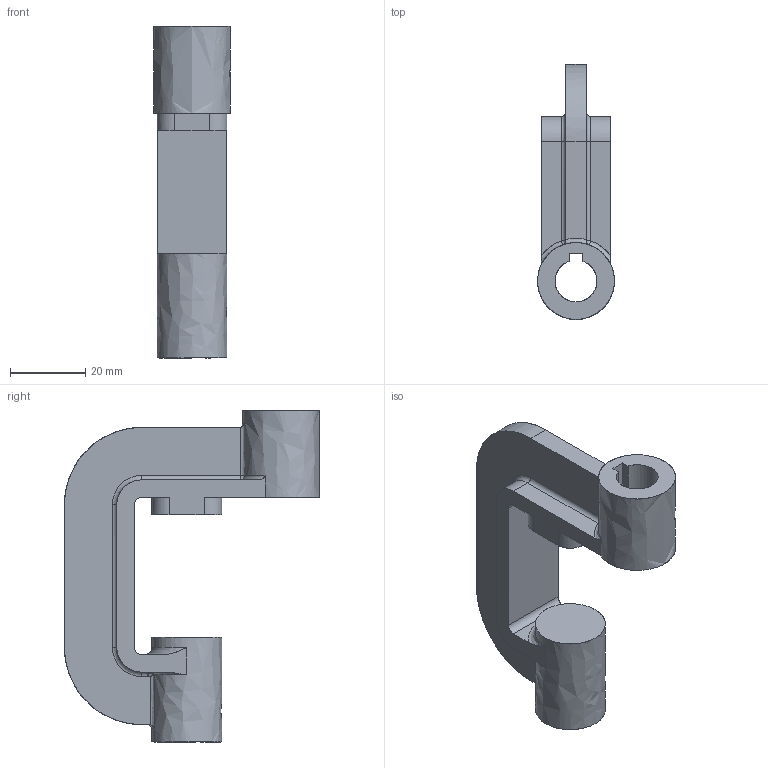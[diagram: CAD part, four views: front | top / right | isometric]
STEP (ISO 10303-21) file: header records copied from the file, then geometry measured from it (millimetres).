
FILE_DESCRIPTION(('FreeCAD Model'),'2;1');
FILE_NAME('Open CASCADE Shape Model','2025-05-03T10:42:55',('FreeCAD'),( 'FreeCAD'),'Open CASCADE STEP processor 7.6','FreeCAD','Unknown');
FILE_SCHEMA(('AUTOMOTIVE_DESIGN { 1 0 10303 214 1 1 1 1 }'));
Length unit declared in the file: millimetre
Products named in the file (1): Open CASCADE STEP translator 7.6 1
Bounding box: 20.45 x 67.87 x 88.32 mm (x, y, z)
Surface area: 12177.6 mm2 (no closed solid volume)
Topology: 0 solids, 70 shells, 70 faces, 392 edges, 387 vertices
Faces by surface type: bspline 70
Entity records: 4573 total; most frequent: CARTESIAN_POINT 2784, ORIENTED_EDGE 388, EDGE_CURVE 388, VERTEX_POINT 388, B_SPLINE_CURVE_WITH_KNOTS 230, FACE_BOUND 72, EDGE_LOOP 72, SHELL_BASED_SURFACE_MODEL 70
